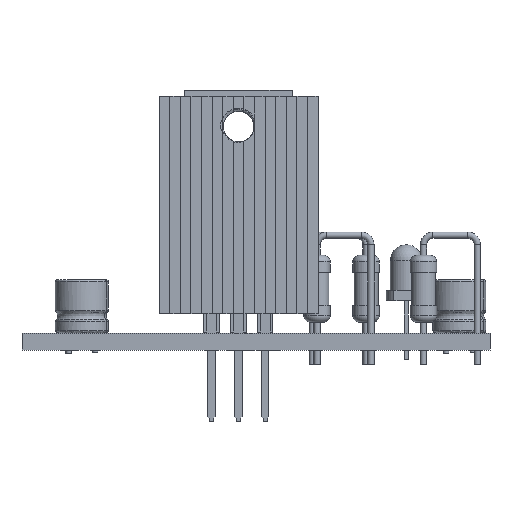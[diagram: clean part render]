
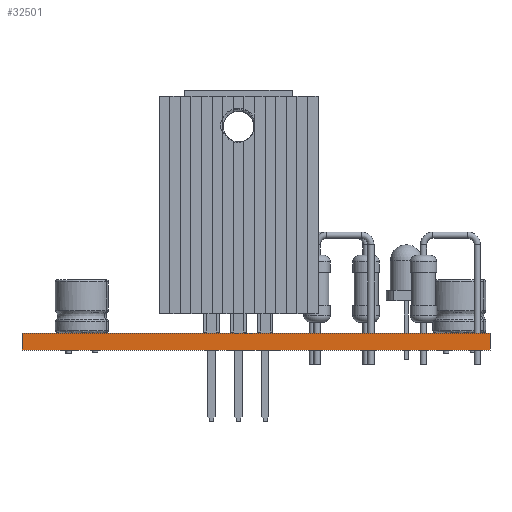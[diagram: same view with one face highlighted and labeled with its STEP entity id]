
A CAD part, front view. The second image highlights one B-rep face of the part: STEP entity #32501.
In plain terms, the highlighted planar face has unit normal (0, -1, 0).
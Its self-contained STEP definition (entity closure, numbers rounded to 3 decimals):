
#32501 = ADVANCED_FACE('',(#32502),#32516,.T.);
#32502 = FACE_BOUND('',#32503,.T.);
#32503 = EDGE_LOOP('',(#32504,#32539,#32567,#32595));
#32504 = ORIENTED_EDGE('',*,*,#32505,.T.);
#32505 = EDGE_CURVE('',#32506,#32508,#32510,.T.);
#32506 = VERTEX_POINT('',#32507);
#32507 = CARTESIAN_POINT('',(179.53,-101.63,0.));
#32508 = VERTEX_POINT('',#32509);
#32509 = CARTESIAN_POINT('',(179.53,-101.63,1.58));
#32510 = SURFACE_CURVE('',#32511,(#32515,#32527),.PCURVE_S1.);
#32511 = LINE('',#32512,#32513);
#32512 = CARTESIAN_POINT('',(179.53,-101.63,0.));
#32513 = VECTOR('',#32514,1.);
#32514 = DIRECTION('',(0.,0.,1.));
#32515 = PCURVE('',#32516,#32521);
#32516 = PLANE('',#32517);
#32517 = AXIS2_PLACEMENT_3D('',#32518,#32519,#32520);
#32518 = CARTESIAN_POINT('',(179.53,-101.63,0.));
#32519 = DIRECTION('',(0.,-1.,0.));
#32520 = DIRECTION('',(-1.,0.,0.));
#32521 = DEFINITIONAL_REPRESENTATION('',(#32522),#32526);
#32522 = LINE('',#32523,#32524);
#32523 = CARTESIAN_POINT('',(0.,-0.));
#32524 = VECTOR('',#32525,1.);
#32525 = DIRECTION('',(0.,-1.));
#32526 = ( GEOMETRIC_REPRESENTATION_CONTEXT(2) 
PARAMETRIC_REPRESENTATION_CONTEXT() REPRESENTATION_CONTEXT('2D SPACE',''
  ) );
#32527 = PCURVE('',#32528,#32533);
#32528 = PLANE('',#32529);
#32529 = AXIS2_PLACEMENT_3D('',#32530,#32531,#32532);
#32530 = CARTESIAN_POINT('',(179.53,-81.63,0.));
#32531 = DIRECTION('',(1.,0.,-0.));
#32532 = DIRECTION('',(0.,-1.,0.));
#32533 = DEFINITIONAL_REPRESENTATION('',(#32534),#32538);
#32534 = LINE('',#32535,#32536);
#32535 = CARTESIAN_POINT('',(20.,0.));
#32536 = VECTOR('',#32537,1.);
#32537 = DIRECTION('',(0.,-1.));
#32538 = ( GEOMETRIC_REPRESENTATION_CONTEXT(2) 
PARAMETRIC_REPRESENTATION_CONTEXT() REPRESENTATION_CONTEXT('2D SPACE',''
  ) );
#32539 = ORIENTED_EDGE('',*,*,#32540,.T.);
#32540 = EDGE_CURVE('',#32508,#32541,#32543,.T.);
#32541 = VERTEX_POINT('',#32542);
#32542 = CARTESIAN_POINT('',(135.37,-101.63,1.58));
#32543 = SURFACE_CURVE('',#32544,(#32548,#32555),.PCURVE_S1.);
#32544 = LINE('',#32545,#32546);
#32545 = CARTESIAN_POINT('',(179.53,-101.63,1.58));
#32546 = VECTOR('',#32547,1.);
#32547 = DIRECTION('',(-1.,0.,0.));
#32548 = PCURVE('',#32516,#32549);
#32549 = DEFINITIONAL_REPRESENTATION('',(#32550),#32554);
#32550 = LINE('',#32551,#32552);
#32551 = CARTESIAN_POINT('',(0.,-1.58));
#32552 = VECTOR('',#32553,1.);
#32553 = DIRECTION('',(1.,0.));
#32554 = ( GEOMETRIC_REPRESENTATION_CONTEXT(2) 
PARAMETRIC_REPRESENTATION_CONTEXT() REPRESENTATION_CONTEXT('2D SPACE',''
  ) );
#32555 = PCURVE('',#32556,#32561);
#32556 = PLANE('',#32557);
#32557 = AXIS2_PLACEMENT_3D('',#32558,#32559,#32560);
#32558 = CARTESIAN_POINT('',(157.45,-91.63,1.58));
#32559 = DIRECTION('',(-0.,-0.,-1.));
#32560 = DIRECTION('',(-1.,0.,0.));
#32561 = DEFINITIONAL_REPRESENTATION('',(#32562),#32566);
#32562 = LINE('',#32563,#32564);
#32563 = CARTESIAN_POINT('',(-22.08,-10.));
#32564 = VECTOR('',#32565,1.);
#32565 = DIRECTION('',(1.,0.));
#32566 = ( GEOMETRIC_REPRESENTATION_CONTEXT(2) 
PARAMETRIC_REPRESENTATION_CONTEXT() REPRESENTATION_CONTEXT('2D SPACE',''
  ) );
#32567 = ORIENTED_EDGE('',*,*,#32568,.F.);
#32568 = EDGE_CURVE('',#32569,#32541,#32571,.T.);
#32569 = VERTEX_POINT('',#32570);
#32570 = CARTESIAN_POINT('',(135.37,-101.63,0.));
#32571 = SURFACE_CURVE('',#32572,(#32576,#32583),.PCURVE_S1.);
#32572 = LINE('',#32573,#32574);
#32573 = CARTESIAN_POINT('',(135.37,-101.63,0.));
#32574 = VECTOR('',#32575,1.);
#32575 = DIRECTION('',(0.,0.,1.));
#32576 = PCURVE('',#32516,#32577);
#32577 = DEFINITIONAL_REPRESENTATION('',(#32578),#32582);
#32578 = LINE('',#32579,#32580);
#32579 = CARTESIAN_POINT('',(44.16,0.));
#32580 = VECTOR('',#32581,1.);
#32581 = DIRECTION('',(0.,-1.));
#32582 = ( GEOMETRIC_REPRESENTATION_CONTEXT(2) 
PARAMETRIC_REPRESENTATION_CONTEXT() REPRESENTATION_CONTEXT('2D SPACE',''
  ) );
#32583 = PCURVE('',#32584,#32589);
#32584 = PLANE('',#32585);
#32585 = AXIS2_PLACEMENT_3D('',#32586,#32587,#32588);
#32586 = CARTESIAN_POINT('',(135.37,-101.63,0.));
#32587 = DIRECTION('',(-1.,0.,0.));
#32588 = DIRECTION('',(0.,1.,0.));
#32589 = DEFINITIONAL_REPRESENTATION('',(#32590),#32594);
#32590 = LINE('',#32591,#32592);
#32591 = CARTESIAN_POINT('',(0.,0.));
#32592 = VECTOR('',#32593,1.);
#32593 = DIRECTION('',(0.,-1.));
#32594 = ( GEOMETRIC_REPRESENTATION_CONTEXT(2) 
PARAMETRIC_REPRESENTATION_CONTEXT() REPRESENTATION_CONTEXT('2D SPACE',''
  ) );
#32595 = ORIENTED_EDGE('',*,*,#32596,.F.);
#32596 = EDGE_CURVE('',#32506,#32569,#32597,.T.);
#32597 = SURFACE_CURVE('',#32598,(#32602,#32609),.PCURVE_S1.);
#32598 = LINE('',#32599,#32600);
#32599 = CARTESIAN_POINT('',(179.53,-101.63,0.));
#32600 = VECTOR('',#32601,1.);
#32601 = DIRECTION('',(-1.,0.,0.));
#32602 = PCURVE('',#32516,#32603);
#32603 = DEFINITIONAL_REPRESENTATION('',(#32604),#32608);
#32604 = LINE('',#32605,#32606);
#32605 = CARTESIAN_POINT('',(0.,-0.));
#32606 = VECTOR('',#32607,1.);
#32607 = DIRECTION('',(1.,0.));
#32608 = ( GEOMETRIC_REPRESENTATION_CONTEXT(2) 
PARAMETRIC_REPRESENTATION_CONTEXT() REPRESENTATION_CONTEXT('2D SPACE',''
  ) );
#32609 = PCURVE('',#32610,#32615);
#32610 = PLANE('',#32611);
#32611 = AXIS2_PLACEMENT_3D('',#32612,#32613,#32614);
#32612 = CARTESIAN_POINT('',(157.45,-91.63,0.));
#32613 = DIRECTION('',(-0.,-0.,-1.));
#32614 = DIRECTION('',(-1.,0.,0.));
#32615 = DEFINITIONAL_REPRESENTATION('',(#32616),#32620);
#32616 = LINE('',#32617,#32618);
#32617 = CARTESIAN_POINT('',(-22.08,-10.));
#32618 = VECTOR('',#32619,1.);
#32619 = DIRECTION('',(1.,0.));
#32620 = ( GEOMETRIC_REPRESENTATION_CONTEXT(2) 
PARAMETRIC_REPRESENTATION_CONTEXT() REPRESENTATION_CONTEXT('2D SPACE',''
  ) );
